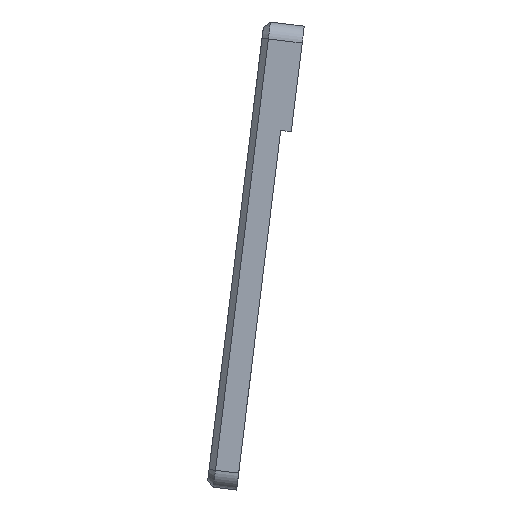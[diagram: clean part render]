
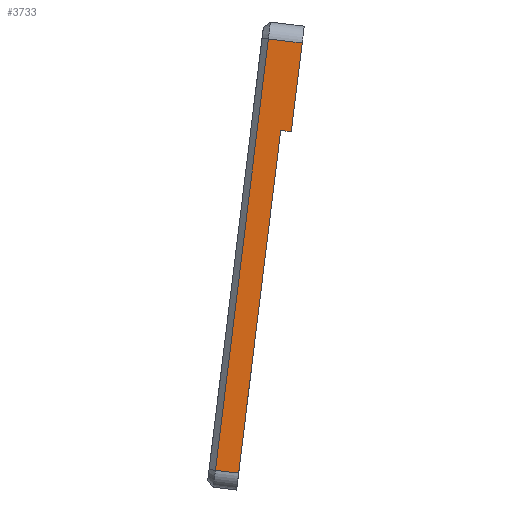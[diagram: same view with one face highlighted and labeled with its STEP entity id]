
A CAD part, left-side view. The second image highlights one B-rep face of the part: STEP entity #3733.
In plain terms, the highlighted planar face has unit normal (-1, 0, 0).
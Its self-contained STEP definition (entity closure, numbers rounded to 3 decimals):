
#129=PLANE('',#4032);
#462=FACE_OUTER_BOUND('',#692,.T.);
#692=EDGE_LOOP('',(#3254,#3255,#3256,#3257,#3258,#3259));
#993=LINE('',#7462,#1309);
#996=LINE('',#7470,#1312);
#997=LINE('',#7472,#1313);
#998=LINE('',#7474,#1314);
#999=LINE('',#7476,#1315);
#1000=LINE('',#7477,#1316);
#1309=VECTOR('',#4806,10.);
#1312=VECTOR('',#4813,10.);
#1313=VECTOR('',#4814,10.);
#1314=VECTOR('',#4815,10.);
#1315=VECTOR('',#4816,10.);
#1316=VECTOR('',#4817,10.);
#1823=VERTEX_POINT('',#7459);
#1824=VERTEX_POINT('',#7461);
#1827=VERTEX_POINT('',#7469);
#1828=VERTEX_POINT('',#7471);
#1829=VERTEX_POINT('',#7473);
#1830=VERTEX_POINT('',#7475);
#2315=EDGE_CURVE('',#1824,#1823,#993,.T.);
#2319=EDGE_CURVE('',#1827,#1823,#996,.T.);
#2320=EDGE_CURVE('',#1828,#1827,#997,.T.);
#2321=EDGE_CURVE('',#1829,#1828,#998,.T.);
#2322=EDGE_CURVE('',#1829,#1830,#999,.T.);
#2323=EDGE_CURVE('',#1830,#1824,#1000,.T.);
#3254=ORIENTED_EDGE('',*,*,#2315,.T.);
#3255=ORIENTED_EDGE('',*,*,#2319,.F.);
#3256=ORIENTED_EDGE('',*,*,#2320,.F.);
#3257=ORIENTED_EDGE('',*,*,#2321,.F.);
#3258=ORIENTED_EDGE('',*,*,#2322,.T.);
#3259=ORIENTED_EDGE('',*,*,#2323,.T.);
#3733=ADVANCED_FACE('',(#462),#129,.T.);
#4032=AXIS2_PLACEMENT_3D('',#7468,#4811,#4812);
#4806=DIRECTION('',(0.,-0.122,0.993));
#4811=DIRECTION('center_axis',(-1.,0.,0.));
#4812=DIRECTION('ref_axis',(0.,-0.122,0.993));
#4813=DIRECTION('',(0.,-0.993,-0.122));
#4814=DIRECTION('',(0.,-0.122,0.993));
#4815=DIRECTION('',(0.,0.993,0.122));
#4816=DIRECTION('',(0.,-0.122,0.993));
#4817=DIRECTION('',(0.,-0.993,-0.122));
#7459=CARTESIAN_POINT('',(-0.538,-12.58,-5.888));
#7461=CARTESIAN_POINT('',(-0.538,-10.021,-26.731));
#7462=CARTESIAN_POINT('',(-0.538,-2.995,-83.952));
#7468=CARTESIAN_POINT('Origin',(-0.538,-0.729,-111.431));
#7469=CARTESIAN_POINT('',(-0.538,-4.639,-4.913));
#7470=CARTESIAN_POINT('',(-0.538,-13.672,-6.022));
#7471=CARTESIAN_POINT('',(-0.538,7.816,-106.352));
#7472=CARTESIAN_POINT('',(-0.538,4.946,-82.977));
#7473=CARTESIAN_POINT('',(-0.538,2.357,-107.022));
#7474=CARTESIAN_POINT('',(-0.538,-1.217,-107.461));
#7475=CARTESIAN_POINT('',(-0.538,-7.539,-26.426));
#7476=CARTESIAN_POINT('',(-0.538,0.248,-89.851));
#7477=CARTESIAN_POINT('',(-0.538,-11.112,-26.865));
